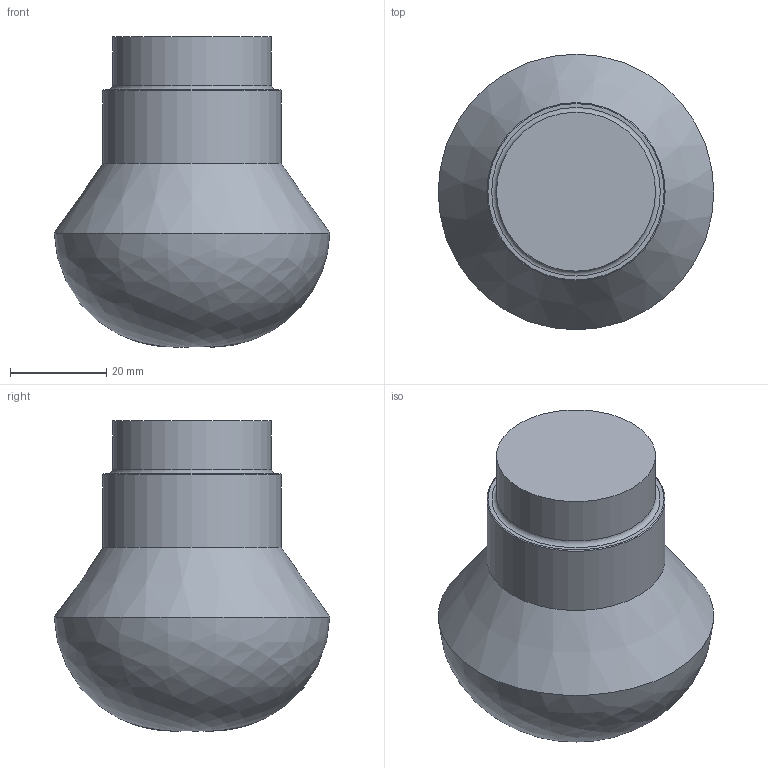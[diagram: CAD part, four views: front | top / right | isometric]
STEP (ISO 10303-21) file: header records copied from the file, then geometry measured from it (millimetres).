
FILE_DESCRIPTION(/* description */ (''),/* implementation_level */ '2;1');
FILE_NAME(/* name */ 'interior definitivo.step',/* time_stamp */ '2025-08-19T18:09:08-04:00',/* author */ (''),/* organization */ (''),/* preprocessor_version */ 'ST-DEVELOPER v20.1',/* originating_system */ 'Autodesk Translation Framework v14.10.0.0',/* authorisation */ '');
FILE_SCHEMA (('AUTOMOTIVE_DESIGN { 1 0 10303 214 3 1 1 }'));
Length unit declared in the file: millimetre
Products named in the file (1): Tapa gripper
Bounding box: 57.22 x 57.22 x 64.37 mm (x, y, z)
Volume: 93860.1 mm3; surface area: 11237.8 mm2
Topology: 1 solids, 1 shells, 8 faces, 17 edges, 11 vertices
Faces by surface type: cylinder 2, torus 2, plane 2, cone 1, bspline 1
Full cylindrical faces by diameter (mm): 33 x1, 37 x1
Entity records: 294 total; most frequent: CARTESIAN_POINT 80, DIRECTION 45, ORIENTED_EDGE 32, AXIS2_PLACEMENT_3D 21, EDGE_CURVE 16, CIRCLE 13, VERTEX_POINT 11, EDGE_LOOP 9
